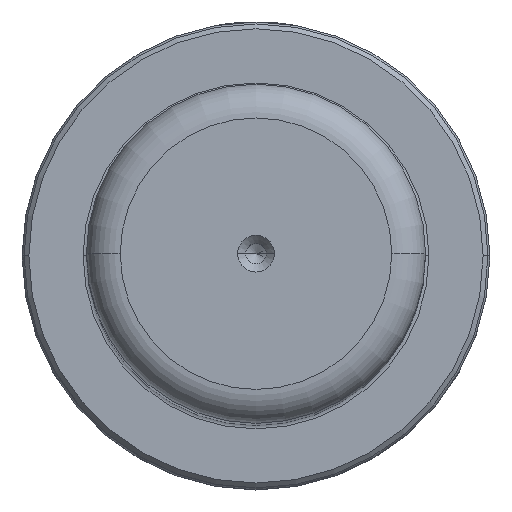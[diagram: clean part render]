
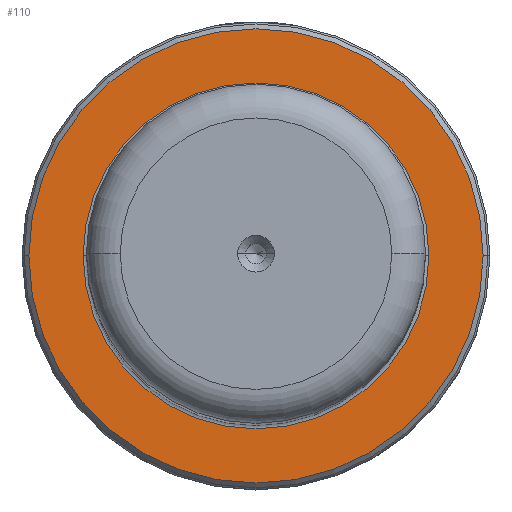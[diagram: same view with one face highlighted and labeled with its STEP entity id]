
A CAD part, top view. The second image highlights one B-rep face of the part: STEP entity #110.
In plain terms, the highlighted planar face has unit normal (0, 0, 1).
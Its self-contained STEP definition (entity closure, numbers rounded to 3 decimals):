
#17 = ORIENTED_EDGE ( 'NONE', *, *, #2633, .T. ) ;
#65 = FACE_OUTER_BOUND ( 'NONE', #769, .T. ) ;
#84 = DIRECTION ( 'NONE',  ( 1., 0., 0. ) ) ;
#110 = ADVANCED_FACE ( 'NONE', ( #2635, #65 ), #1189, .T. ) ;
#131 = CIRCLE ( 'NONE', #796, 33.5 ) ;
#313 = EDGE_CURVE ( 'NONE', #3210, #3452, #417, .T. ) ;
#404 = DIRECTION ( 'NONE',  ( 1., 0., 0. ) ) ;
#417 = CIRCLE ( 'NONE', #1241, 33.5 ) ;
#525 = DIRECTION ( 'NONE',  ( 0., 0., 1. ) ) ;
#645 = CARTESIAN_POINT ( 'NONE',  ( 0., 0., 50. ) ) ;
#769 = EDGE_LOOP ( 'NONE', ( #3243, #2007 ) ) ;
#796 = AXIS2_PLACEMENT_3D ( 'NONE', #1063, #525, #1690 ) ;
#885 = CARTESIAN_POINT ( 'NONE',  ( 0., 0., 50. ) ) ;
#930 = ORIENTED_EDGE ( 'NONE', *, *, #1788, .T. ) ;
#996 = VERTEX_POINT ( 'NONE', #1669 ) ;
#1063 = CARTESIAN_POINT ( 'NONE',  ( 0., 0., 50. ) ) ;
#1189 = PLANE ( 'NONE',  #3314 ) ;
#1229 = EDGE_LOOP ( 'NONE', ( #17, #930 ) ) ;
#1241 = AXIS2_PLACEMENT_3D ( 'NONE', #3412, #3442, #404 ) ;
#1397 = CARTESIAN_POINT ( 'NONE',  ( -33.5, 0., 50. ) ) ;
#1497 = AXIS2_PLACEMENT_3D ( 'NONE', #645, #2312, #3427 ) ;
#1669 = CARTESIAN_POINT ( 'NONE',  ( -25.5, 0., 50. ) ) ;
#1690 = DIRECTION ( 'NONE',  ( 1., 0., 0. ) ) ;
#1788 = EDGE_CURVE ( 'NONE', #3475, #996, #1799, .T. ) ;
#1799 = CIRCLE ( 'NONE', #1497, 25.5 ) ;
#2007 = ORIENTED_EDGE ( 'NONE', *, *, #313, .T. ) ;
#2035 = CIRCLE ( 'NONE', #2460, 25.5 ) ;
#2089 = CARTESIAN_POINT ( 'NONE',  ( 0., 0., 50. ) ) ;
#2312 = DIRECTION ( 'NONE',  ( 0., 0., -1. ) ) ;
#2355 = DIRECTION ( 'NONE',  ( 0., 0., 1. ) ) ;
#2364 = EDGE_CURVE ( 'NONE', #3452, #3210, #131, .T. ) ;
#2460 = AXIS2_PLACEMENT_3D ( 'NONE', #885, #3422, #2624 ) ;
#2604 = CARTESIAN_POINT ( 'NONE',  ( 33.5, 0., 50. ) ) ;
#2624 = DIRECTION ( 'NONE',  ( -1., 0., 0. ) ) ;
#2633 = EDGE_CURVE ( 'NONE', #996, #3475, #2035, .T. ) ;
#2635 = FACE_BOUND ( 'NONE', #1229, .T. ) ;
#3006 = CARTESIAN_POINT ( 'NONE',  ( 25.5, 0., 50. ) ) ;
#3210 = VERTEX_POINT ( 'NONE', #2604 ) ;
#3243 = ORIENTED_EDGE ( 'NONE', *, *, #2364, .T. ) ;
#3314 = AXIS2_PLACEMENT_3D ( 'NONE', #2089, #2355, #84 ) ;
#3412 = CARTESIAN_POINT ( 'NONE',  ( 0., 0., 50. ) ) ;
#3422 = DIRECTION ( 'NONE',  ( 0., 0., -1. ) ) ;
#3427 = DIRECTION ( 'NONE',  ( -1., 0., 0. ) ) ;
#3442 = DIRECTION ( 'NONE',  ( 0., 0., 1. ) ) ;
#3452 = VERTEX_POINT ( 'NONE', #1397 ) ;
#3475 = VERTEX_POINT ( 'NONE', #3006 ) ;
